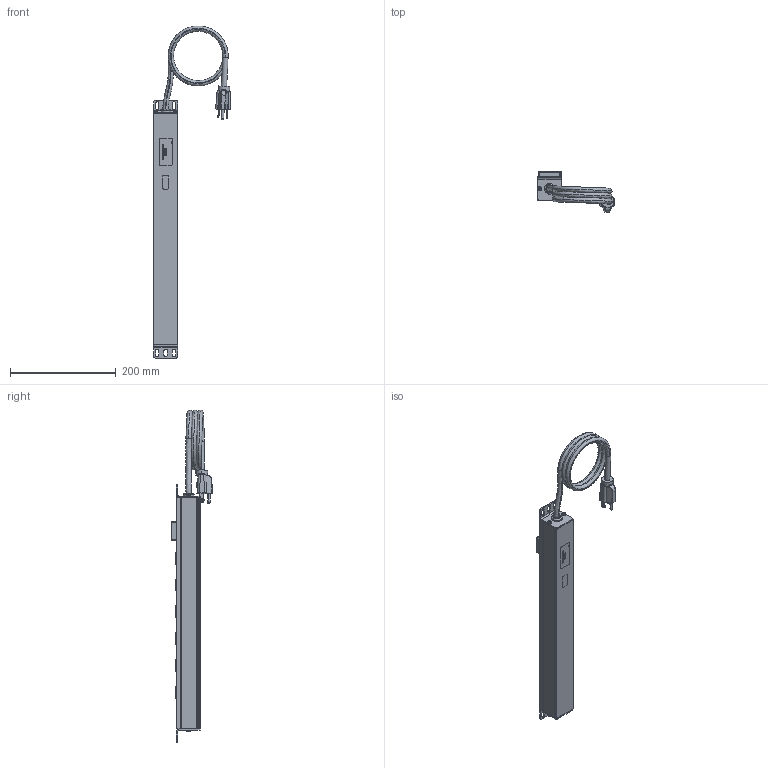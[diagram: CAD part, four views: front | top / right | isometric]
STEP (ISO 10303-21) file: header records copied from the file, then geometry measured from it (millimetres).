
FILE_DESCRIPTION (( 'STEP AP214' ), '1' );
FILE_NAME ('1102-032-1-E.STEP', '2019-01-25T20:09:00', ( '' ), ( '' ), 'SwSTEP 2.0', 'SolidWorks 2018', '' );
FILE_SCHEMA (( 'AUTOMOTIVE_DESIGN' ));
Length unit declared in the file: inch
Products named in the file (28): 1102-032-1_Bracket with hole; 1102-032-1_plug; 2003-1052; 1102-032-1_Bracket; 1102-032-1_body; 1102-032-1-E; 1102-032-1_switch cover; black hex lobular socket head cap screws-4.8 gb; 2003-2603; PLUG WITH WIRE1
Assembly tree (18 placements, depth 2):
  1102-032-1_Bracket with hole
  1102-032-1_plug
  2003-1052
  1102-032-1_plug
  1102-032-1_body
Bounding box: 145.4 x 76.93 x 628.43 mm (x, y, z)
Volume: 993081.7 mm3; surface area: 190774.7 mm2
Topology: 19 solids, 19 shells, 1155 faces, 2961 edges, 1922 vertices
Faces by surface type: plane 705, bspline 273, cylinder 157, torus 10, cone 8, sphere 2
Entity records: 53693 total; most frequent: CARTESIAN_POINT 21923, ORIENTED_EDGE 4954, DIRECTION 3550, EDGE_CURVE 2477, VERTEX_POINT 1634, VECTOR 1596, LINE 1596, EDGE_LOOP 1039
